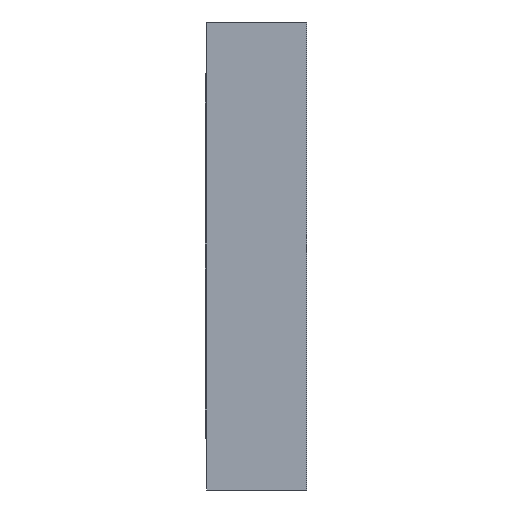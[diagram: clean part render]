
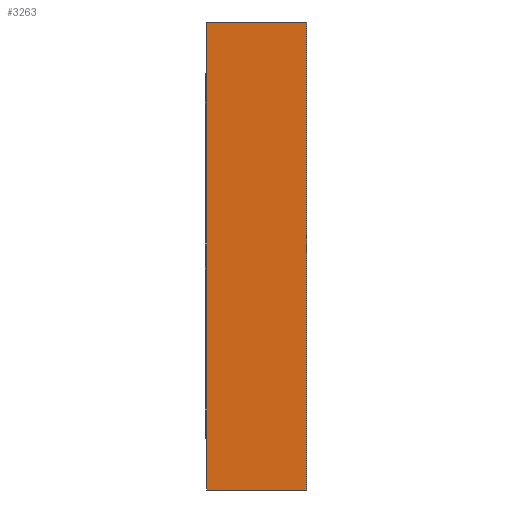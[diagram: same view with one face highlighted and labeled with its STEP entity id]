
A CAD part, left-side view. The second image highlights one B-rep face of the part: STEP entity #3263.
In plain terms, the highlighted planar face has unit normal (-1, 0, 0).
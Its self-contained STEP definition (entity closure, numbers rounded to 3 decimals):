
#462 = DIRECTION ( 'NONE',  ( 0., -1., 0. ) ) ;
#776 = EDGE_CURVE ( 'NONE', #9519, #11049, #9302, .T. ) ;
#789 = CARTESIAN_POINT ( 'NONE',  ( -30., 0., -124. ) ) ;
#975 = EDGE_CURVE ( 'NONE', #7308, #3963, #8860, .T. ) ;
#1491 = CARTESIAN_POINT ( 'NONE',  ( -30., 0., 0. ) ) ;
#1577 = ORIENTED_EDGE ( 'NONE', *, *, #975, .F. ) ;
#1802 = LINE ( 'NONE', #5444, #9399 ) ;
#1877 = EDGE_CURVE ( 'NONE', #3963, #9519, #1802, .T. ) ;
#2238 = DIRECTION ( 'NONE',  ( 0., 0., 1. ) ) ;
#2472 = DIRECTION ( 'NONE',  ( 0., 1., 0. ) ) ;
#2545 = ORIENTED_EDGE ( 'NONE', *, *, #4571, .T. ) ;
#2655 = FACE_OUTER_BOUND ( 'NONE', #5357, .T. ) ;
#2699 = ORIENTED_EDGE ( 'NONE', *, *, #776, .F. ) ;
#2725 = LINE ( 'NONE', #2828, #9398 ) ;
#2828 = CARTESIAN_POINT ( 'NONE',  ( -30., 0., -189.592 ) ) ;
#3263 = ADVANCED_FACE ( 'NONE', ( #2655 ), #10926, .T. ) ;
#3382 = CARTESIAN_POINT ( 'NONE',  ( -30., 26.5, -124. ) ) ;
#3428 = CARTESIAN_POINT ( 'NONE',  ( -30., 0., 0. ) ) ;
#3963 = VERTEX_POINT ( 'NONE', #3382 ) ;
#4571 = EDGE_CURVE ( 'NONE', #7308, #11049, #2725, .T. ) ;
#5357 = EDGE_LOOP ( 'NONE', ( #1577, #2545, #2699, #6320 ) ) ;
#5444 = CARTESIAN_POINT ( 'NONE',  ( -30., 26.5, -189.592 ) ) ;
#5474 = CARTESIAN_POINT ( 'NONE',  ( -30., 0., -124. ) ) ;
#6160 = AXIS2_PLACEMENT_3D ( 'NONE', #10651, #10557, #10548 ) ;
#6320 = ORIENTED_EDGE ( 'NONE', *, *, #1877, .F. ) ;
#7111 = DIRECTION ( 'NONE',  ( 0., 0., 1. ) ) ;
#7308 = VERTEX_POINT ( 'NONE', #5474 ) ;
#8357 = CARTESIAN_POINT ( 'NONE',  ( -30., 26.5, 0. ) ) ;
#8566 = VECTOR ( 'NONE', #2472, 1000. ) ;
#8860 = LINE ( 'NONE', #789, #8566 ) ;
#9302 = LINE ( 'NONE', #3428, #10422 ) ;
#9398 = VECTOR ( 'NONE', #2238, 1000. ) ;
#9399 = VECTOR ( 'NONE', #7111, 1000. ) ;
#9519 = VERTEX_POINT ( 'NONE', #8357 ) ;
#10422 = VECTOR ( 'NONE', #462, 1000. ) ;
#10548 = DIRECTION ( 'NONE',  ( 0., 0., 1. ) ) ;
#10557 = DIRECTION ( 'NONE',  ( -1., 0., 0. ) ) ;
#10651 = CARTESIAN_POINT ( 'NONE',  ( -30., 0., -189.592 ) ) ;
#10926 = PLANE ( 'NONE',  #6160 ) ;
#11049 = VERTEX_POINT ( 'NONE', #1491 ) ;
